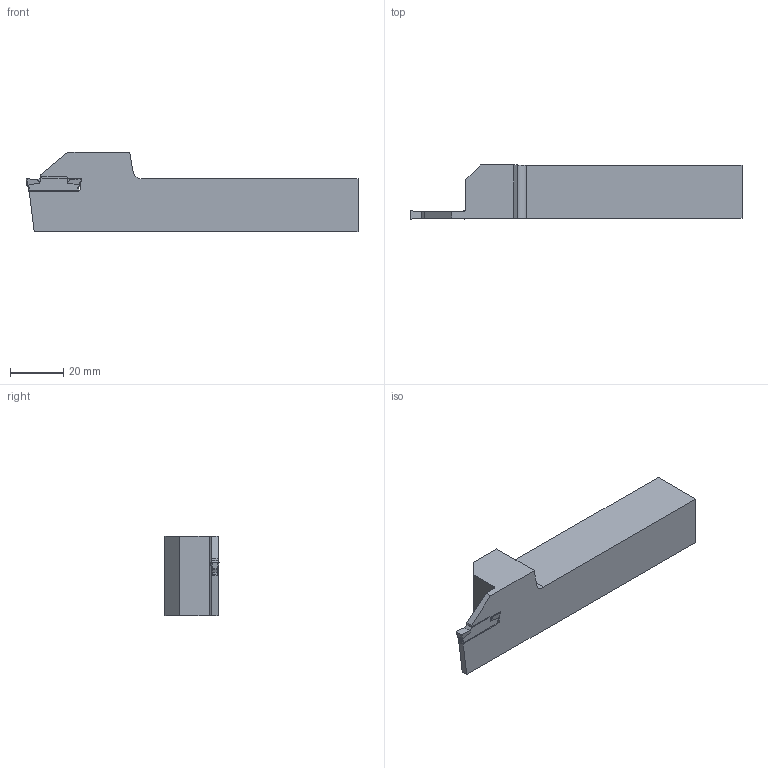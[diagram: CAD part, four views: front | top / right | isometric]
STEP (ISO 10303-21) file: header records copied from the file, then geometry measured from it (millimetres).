
FILE_DESCRIPTION(/* description */ (''),/* implementation_level */ '2;1');
FILE_NAME(/* name */ 'ADKT-K-R-2020-3-T20-H.stp',/* time_stamp */ '2023-10-18T18:51:00+03:00',/* author */ (''),/* organization */ (''),/* preprocessor_version */ 'ST-DEVELOPER v19.4',/* originating_system */ 'SIEMENS PLM Software NX2306.3001',/* authorisation */ '');
FILE_SCHEMA (('AUTOMOTIVE_DESIGN { 1 0 10303 214 3 1 1 1 }'));
Length unit declared in the file: millimetre
Products named in the file (1): ADKT-K-R-2020-3-T20-H-light
Bounding box: 125 x 20.34 x 30 mm (x, y, z)
Volume: 46156.7 mm3; surface area: 10993.3 mm2
Topology: 2 solids, 2 shells, 81 faces, 212 edges, 131 vertices
Faces by surface type: bspline 40, plane 28, extrusion 6, cylinder 5, torus 2
Entity records: 3587 total; most frequent: CARTESIAN_POINT 1497, ORIENTED_EDGE 416, DIRECTION 216, EDGE_CURVE 208, VERTEX_POINT 131, B_SPLINE_CURVE_WITH_KNOTS 101, VECTOR 82, ADVANCED_FACE 81
